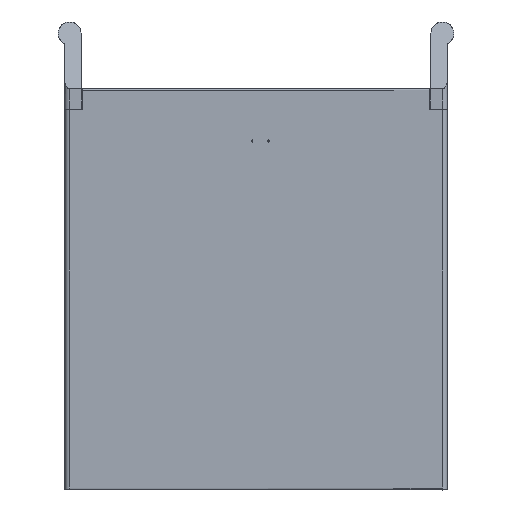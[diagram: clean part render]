
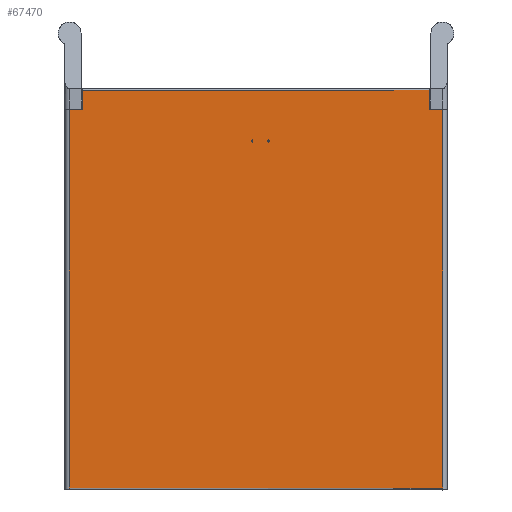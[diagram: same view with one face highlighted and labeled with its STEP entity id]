
A CAD part, top view. The second image highlights one B-rep face of the part: STEP entity #67470.
In plain terms, the highlighted face is planar.
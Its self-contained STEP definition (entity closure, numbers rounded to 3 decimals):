
#44760=CARTESIAN_POINT('',(27.955,5.245,
-240.41));
#44770=DIRECTION('',(0.,0.,
1.));
#44780=DIRECTION('',(-1.,0.,0.));
#44790=AXIS2_PLACEMENT_3D('',#44760,#44770,#44780);
#44800=CIRCLE('',#44790,0.755);
#45440=CARTESIAN_POINT('',(272.045,6.,-218.46));
#45450=VERTEX_POINT('',#45440);
#45950=CARTESIAN_POINT('',(260.1,6.,
-218.46));
#45960=VERTEX_POINT('',#45950);
#45990=CARTESIAN_POINT('',(0.,6.,-218.46));
#46000=DIRECTION('',(-1.,0.,0.));
#46010=VECTOR('',#46000,1.);
#46020=LINE('',#45990,#46010);
#46030=EDGE_CURVE('',#45450,#45960,#46020,.T.);
#46350=CARTESIAN_POINT('',(30.828,6.,
-210.41));
#46360=VERTEX_POINT('',#46350);
#49710=CARTESIAN_POINT('',(260.1,6.,
-210.41));
#49720=VERTEX_POINT('',#49710);
#49750=CARTESIAN_POINT('',(260.1,6.,0.));
#49760=DIRECTION('',(0.,0.,1.));
#49770=VECTOR('',#49760,1.);
#49780=LINE('',#49750,#49770);
#49790=EDGE_CURVE('',#45960,#49720,#49780,.T.);
#52890=CARTESIAN_POINT('',(0.,6.,-210.41));
#52900=DIRECTION('',(1.,0.,0.));
#52910=VECTOR('',#52900,1.);
#52920=LINE('',#52890,#52910);
#52930=EDGE_CURVE('',#46360,#49720,#52920,.T.);
#55310=CARTESIAN_POINT('',(272.045,5.245,-240.41));
#55320=DIRECTION('',(0.,0.,
-1.));
#55330=DIRECTION('',(1.,0.,0.));
#55340=AXIS2_PLACEMENT_3D('',#55310,#55320,#55330);
#55350=CIRCLE('',#55340,0.755);
#55540=CARTESIAN_POINT('',(0.,6.,-431.28));
#55550=DIRECTION('',(-1.,0.,0.));
#55560=VECTOR('',#55550,1.);
#55570=LINE('',#55540,#55560);
#55580=CARTESIAN_POINT('',(272.045,6.,-431.28));
#55590=VERTEX_POINT('',#55580);
#55600=CARTESIAN_POINT('',(260.1,6.,
-431.28));
#55610=VERTEX_POINT('',#55600);
#55620=EDGE_CURVE('',#55590,#55610,#55570,.T.);
#56640=CARTESIAN_POINT('',(260.1,6.,106.68));
#56650=DIRECTION('',(0.,0.,-1.));
#56660=VECTOR('',#56650,1.);
#56670=LINE('',#56640,#56660);
#56680=CARTESIAN_POINT('',(260.1,6.,
-439.33));
#56690=VERTEX_POINT('',#56680);
#56700=EDGE_CURVE('',#55610,#56690,#56670,.T.);
#57280=CARTESIAN_POINT('',(60.,6.,-439.33));
#57290=DIRECTION('',(1.,0.,0.));
#57300=VECTOR('',#57290,1.);
#57310=LINE('',#57280,#57300);
#57320=CARTESIAN_POINT('',(30.828,6.,
-439.33));
#57330=VERTEX_POINT('',#57320);
#57770=CARTESIAN_POINT('',(272.045,6.,-431.));
#57780=DIRECTION('',(0.,0.,1.));
#57790=VECTOR('',#57780,1.);
#57800=LINE('',#57770,#57790);
#57810=CARTESIAN_POINT('',(272.045,6.,-240.41));
#57820=VERTEX_POINT('',#57810);
#57830=EDGE_CURVE('',#57820,#45450,#57800,.T.);
#57850=CARTESIAN_POINT('',(272.045,6.,
-240.41));
#57860=VERTEX_POINT('',#57850);
#57870=EDGE_CURVE('',#57820,#57860,#55350,.T.);
#57890=CARTESIAN_POINT('',(272.045,6.,-324.3));
#57900=DIRECTION('',(0.,0.,1.));
#57910=VECTOR('',#57900,1.);
#57920=LINE('',#57890,#57910);
#57930=EDGE_CURVE('',#55590,#57860,#57920,.T.);
#61950=EDGE_CURVE('',#57330,#56690,#57310,.T.);
#63190=CARTESIAN_POINT('',(27.955,6.,
-210.46));
#63200=VERTEX_POINT('',#63190);
#63380=CARTESIAN_POINT('',(27.955,6.,
-240.41));
#63390=VERTEX_POINT('',#63380);
#63420=CARTESIAN_POINT('',(27.955,6.,
-863.12));
#63430=DIRECTION('',(0.,0.,1.));
#63440=VECTOR('',#63430,1.);
#63450=LINE('',#63420,#63440);
#63460=EDGE_CURVE('',#63390,#63200,#63450,.T.);
#64020=CARTESIAN_POINT('',(27.955,6.,
-439.28));
#64030=VERTEX_POINT('',#64020);
#64060=CARTESIAN_POINT('',(27.955,6.,
-756.42));
#64070=DIRECTION('',(0.,0.,1.));
#64080=VECTOR('',#64070,1.);
#64090=LINE('',#64060,#64080);
#64100=CARTESIAN_POINT('',(27.955,6.,
-240.41));
#64110=VERTEX_POINT('',#64100);
#64120=EDGE_CURVE('',#64030,#64110,#64090,.T.);
#64140=EDGE_CURVE('',#64110,#63390,#44800,.T.);
#64410=CARTESIAN_POINT('',(30.828,6.,106.68));
#64420=DIRECTION('',(0.,0.,-1.));
#64430=VECTOR('',#64420,1.);
#64440=LINE('',#64410,#64430);
#64450=CARTESIAN_POINT('',(30.828,6.,
-439.28));
#64460=VERTEX_POINT('',#64450);
#64470=EDGE_CURVE('',#64460,#57330,#64440,.T.);
#65060=CARTESIAN_POINT('',(60.,6.,-439.28));
#65070=DIRECTION('',(-1.,0.,0.));
#65080=VECTOR('',#65070,1.);
#65090=LINE('',#65060,#65080);
#65100=EDGE_CURVE('',#64460,#64030,#65090,.T.);
#67040=CARTESIAN_POINT('',(30.828,6.,
-210.46));
#67050=VERTEX_POINT('',#67040);
#67080=CARTESIAN_POINT('',(30.828,6.,
0.));
#67090=DIRECTION('',(0.,0.,1.));
#67100=VECTOR('',#67090,1.);
#67110=LINE('',#67080,#67100);
#67120=EDGE_CURVE('',#67050,#46360,#67110,.T.);
#67190=CARTESIAN_POINT('',(27.2,6.,
-103.76));
#67200=DIRECTION('',(0.,1.,0.));
#67210=DIRECTION('',(0.,0.,-1.));
#67220=AXIS2_PLACEMENT_3D('',#67190,#67200,#67210);
#67230=PLANE('',#67220);
#67240=ORIENTED_EDGE('',*,*,#56700,.T.);
#67250=ORIENTED_EDGE('',*,*,#55620,.T.);
#67260=ORIENTED_EDGE('',*,*,#57930,.F.);
#67270=ORIENTED_EDGE('',*,*,#57870,.T.);
#67280=ORIENTED_EDGE('',*,*,#57830,.F.);
#67290=ORIENTED_EDGE('',*,*,#46030,.F.);
#67300=ORIENTED_EDGE('',*,*,#49790,.F.);
#67310=ORIENTED_EDGE('',*,*,#52930,.T.);
#67320=ORIENTED_EDGE('',*,*,#67120,.T.);
#67330=CARTESIAN_POINT('',(60.,6.,-210.46));
#67340=DIRECTION('',(-1.,0.,0.));
#67350=VECTOR('',#67340,1.);
#67360=LINE('',#67330,#67350);
#67370=EDGE_CURVE('',#67050,#63200,#67360,.T.);
#67380=ORIENTED_EDGE('',*,*,#67370,.F.);
#67390=ORIENTED_EDGE('',*,*,#63460,.T.);
#67400=ORIENTED_EDGE('',*,*,#64140,.T.);
#67410=ORIENTED_EDGE('',*,*,#64120,.T.);
#67420=ORIENTED_EDGE('',*,*,#65100,.T.);
#67430=ORIENTED_EDGE('',*,*,#64470,.F.);
#67440=ORIENTED_EDGE('',*,*,#61950,.F.);
#67450=EDGE_LOOP('',(#67440,#67430,#67420,#67410,#67400,#67390,#67380,
#67320,#67310,#67300,#67290,#67280,#67270,#67260,#67250,#67240));
#67460=FACE_OUTER_BOUND('',#67450,.T.);
#67470=ADVANCED_FACE('',(#67460),#67230,.T.);
